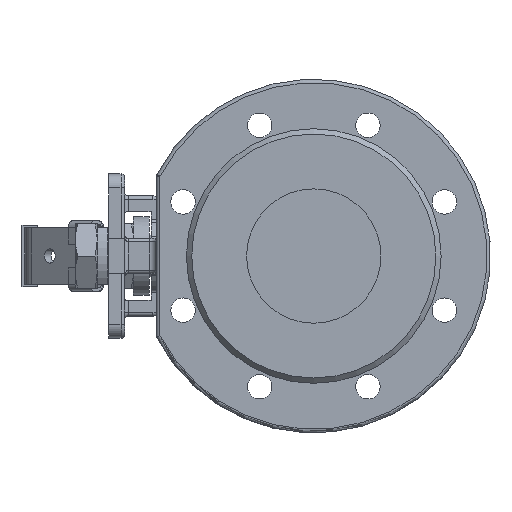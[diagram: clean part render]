
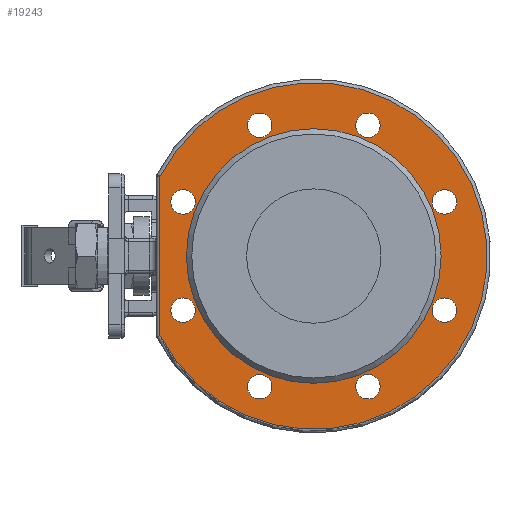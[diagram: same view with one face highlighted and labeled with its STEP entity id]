
A CAD part, left-side view. The second image highlights one B-rep face of the part: STEP entity #19243.
In plain terms, the highlighted planar face has unit normal (-1, 0, 0).
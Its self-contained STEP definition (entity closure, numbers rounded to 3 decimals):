
#2657=LINE('',#101177,#3948);
#3948=VECTOR('',#23712,90.222);
#4291=FACE_BOUND('',#6468,.T.);
#4292=FACE_BOUND('',#6469,.T.);
#4293=FACE_BOUND('',#6470,.T.);
#4294=FACE_BOUND('',#6471,.T.);
#4295=FACE_BOUND('',#6472,.T.);
#4296=FACE_BOUND('',#6473,.T.);
#4297=FACE_BOUND('',#6474,.T.);
#4298=FACE_BOUND('',#6475,.T.);
#4299=FACE_BOUND('',#6476,.T.);
#5320=FACE_OUTER_BOUND('',#6467,.T.);
#6467=EDGE_LOOP('',(#16591,#16592));
#6468=EDGE_LOOP('',(#16593));
#6469=EDGE_LOOP('',(#16594));
#6470=EDGE_LOOP('',(#16595));
#6471=EDGE_LOOP('',(#16596));
#6472=EDGE_LOOP('',(#16597));
#6473=EDGE_LOOP('',(#16598));
#6474=EDGE_LOOP('',(#16599));
#6475=EDGE_LOOP('',(#16600));
#6476=EDGE_LOOP('',(#16601));
#6994=CIRCLE('',#20313,98.);
#6999=CIRCLE('',#20324,72.);
#7000=CIRCLE('',#20325,6.918);
#7001=CIRCLE('',#20326,6.918);
#7002=CIRCLE('',#20327,6.918);
#7003=CIRCLE('',#20328,6.918);
#7004=CIRCLE('',#20329,6.918);
#7005=CIRCLE('',#20330,6.918);
#7006=CIRCLE('',#20331,6.918);
#7007=CIRCLE('',#20332,6.918);
#8755=VERTEX_POINT('',#101170);
#8757=VERTEX_POINT('',#101176);
#8759=VERTEX_POINT('',#101207);
#8760=VERTEX_POINT('',#101209);
#8761=VERTEX_POINT('',#101211);
#8762=VERTEX_POINT('',#101213);
#8763=VERTEX_POINT('',#101215);
#8764=VERTEX_POINT('',#101217);
#8765=VERTEX_POINT('',#101219);
#8766=VERTEX_POINT('',#101221);
#8767=VERTEX_POINT('',#101223);
#11409=EDGE_CURVE('',#8757,#8755,#2657,.T.);
#11412=EDGE_CURVE('',#8755,#8757,#6994,.T.);
#11418=EDGE_CURVE('',#8759,#8759,#6999,.T.);
#11419=EDGE_CURVE('',#8760,#8760,#7000,.T.);
#11420=EDGE_CURVE('',#8761,#8761,#7001,.T.);
#11421=EDGE_CURVE('',#8762,#8762,#7002,.T.);
#11422=EDGE_CURVE('',#8763,#8763,#7003,.T.);
#11423=EDGE_CURVE('',#8764,#8764,#7004,.T.);
#11424=EDGE_CURVE('',#8765,#8765,#7005,.T.);
#11425=EDGE_CURVE('',#8766,#8766,#7006,.T.);
#11426=EDGE_CURVE('',#8767,#8767,#7007,.T.);
#16591=ORIENTED_EDGE('',*,*,#11409,.F.);
#16592=ORIENTED_EDGE('',*,*,#11412,.F.);
#16593=ORIENTED_EDGE('',*,*,#11418,.T.);
#16594=ORIENTED_EDGE('',*,*,#11419,.T.);
#16595=ORIENTED_EDGE('',*,*,#11420,.T.);
#16596=ORIENTED_EDGE('',*,*,#11421,.T.);
#16597=ORIENTED_EDGE('',*,*,#11422,.T.);
#16598=ORIENTED_EDGE('',*,*,#11423,.T.);
#16599=ORIENTED_EDGE('',*,*,#11424,.T.);
#16600=ORIENTED_EDGE('',*,*,#11425,.T.);
#16601=ORIENTED_EDGE('',*,*,#11426,.T.);
#17231=PLANE('',#20323);
#19243=ADVANCED_FACE('',(#5320,#4291,#4292,#4293,#4294,#4295,#4296,#4297,
#4298,#4299),#17231,.T.);
#20313=AXIS2_PLACEMENT_3D('',#101194,#23717,#23718);
#20323=AXIS2_PLACEMENT_3D('',#101206,#23738,#23739);
#20324=AXIS2_PLACEMENT_3D('',#101208,#23740,#23741);
#20325=AXIS2_PLACEMENT_3D('',#101210,#23742,#23743);
#20326=AXIS2_PLACEMENT_3D('',#101212,#23744,#23745);
#20327=AXIS2_PLACEMENT_3D('',#101214,#23746,#23747);
#20328=AXIS2_PLACEMENT_3D('',#101216,#23748,#23749);
#20329=AXIS2_PLACEMENT_3D('',#101218,#23750,#23751);
#20330=AXIS2_PLACEMENT_3D('',#101220,#23752,#23753);
#20331=AXIS2_PLACEMENT_3D('',#101222,#23754,#23755);
#20332=AXIS2_PLACEMENT_3D('',#101224,#23756,#23757);
#23712=DIRECTION('',(0.,0.,1.));
#23717=DIRECTION('center_axis',(1.,0.,0.));
#23718=DIRECTION('ref_axis',(0.,-1.,0.));
#23738=DIRECTION('center_axis',(-1.,0.,0.));
#23739=DIRECTION('ref_axis',(0.,0.,1.));
#23740=DIRECTION('center_axis',(1.,0.,0.));
#23741=DIRECTION('ref_axis',(0.,1.,0.));
#23742=DIRECTION('center_axis',(1.,0.,0.));
#23743=DIRECTION('ref_axis',(0.,0.,-1.));
#23744=DIRECTION('center_axis',(1.,0.,0.));
#23745=DIRECTION('ref_axis',(0.,0.,-1.));
#23746=DIRECTION('center_axis',(1.,0.,0.));
#23747=DIRECTION('ref_axis',(0.,0.,-1.));
#23748=DIRECTION('center_axis',(1.,0.,0.));
#23749=DIRECTION('ref_axis',(0.,0.,-1.));
#23750=DIRECTION('center_axis',(1.,0.,0.));
#23751=DIRECTION('ref_axis',(0.,0.,-1.));
#23752=DIRECTION('center_axis',(1.,0.,0.));
#23753=DIRECTION('ref_axis',(0.,0.,-1.));
#23754=DIRECTION('center_axis',(1.,0.,0.));
#23755=DIRECTION('ref_axis',(0.,0.,-1.));
#23756=DIRECTION('center_axis',(1.,0.,0.));
#23757=DIRECTION('ref_axis',(0.,0.,-1.));
#101170=CARTESIAN_POINT('',(-57.,87.,45.111));
#101176=CARTESIAN_POINT('',(-57.,87.,-45.111));
#101177=CARTESIAN_POINT('',(-57.,87.,-42.047));
#101194=CARTESIAN_POINT('Origin',(-57.,0.,0.));
#101206=CARTESIAN_POINT('Origin',(-57.,86.,0.));
#101207=CARTESIAN_POINT('',(-57.,72.,0.));
#101208=CARTESIAN_POINT('Origin',(-57.,0.,0.));
#101209=CARTESIAN_POINT('',(-57.,73.91,37.532));
#101210=CARTESIAN_POINT('Origin',(-57.,73.91,30.615));
#101211=CARTESIAN_POINT('',(-57.,73.91,-23.697));
#101212=CARTESIAN_POINT('Origin',(-57.,73.91,-30.615));
#101213=CARTESIAN_POINT('',(-57.,30.615,-66.993));
#101214=CARTESIAN_POINT('Origin',(-57.,30.615,-73.91));
#101215=CARTESIAN_POINT('',(-57.,-30.615,-66.993));
#101216=CARTESIAN_POINT('Origin',(-57.,-30.615,-73.91));
#101217=CARTESIAN_POINT('',(-57.,-73.91,-23.697));
#101218=CARTESIAN_POINT('Origin',(-57.,-73.91,-30.615));
#101219=CARTESIAN_POINT('',(-57.,-73.91,37.532));
#101220=CARTESIAN_POINT('Origin',(-57.,-73.91,30.615));
#101221=CARTESIAN_POINT('',(-57.,-30.615,80.828));
#101222=CARTESIAN_POINT('Origin',(-57.,-30.615,73.91));
#101223=CARTESIAN_POINT('',(-57.,30.615,80.828));
#101224=CARTESIAN_POINT('Origin',(-57.,30.615,73.91));
